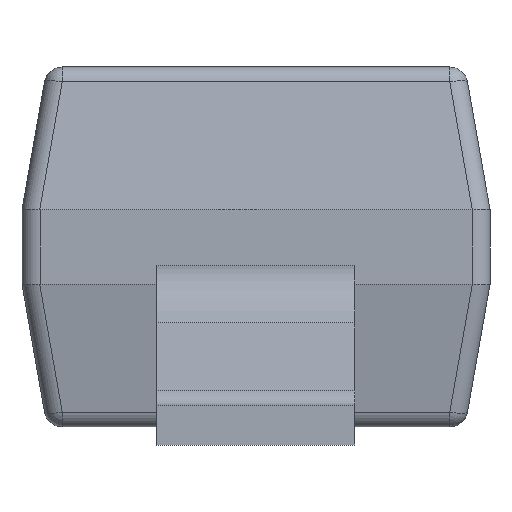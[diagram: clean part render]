
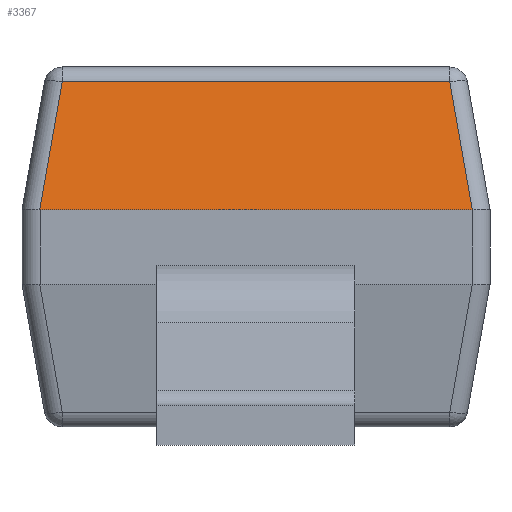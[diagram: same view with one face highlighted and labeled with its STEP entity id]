
A CAD part, front view. The second image highlights one B-rep face of the part: STEP entity #3367.
In plain terms, the highlighted planar face has unit normal (0, -0.985, 0.174).
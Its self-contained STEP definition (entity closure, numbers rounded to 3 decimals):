
#25=ELLIPSE('',#3542,0.288,0.05);
#33=ELLIPSE('',#3577,0.288,0.05);
#262=FACE_OUTER_BOUND('',#443,.T.);
#443=EDGE_LOOP('',(#2757,#2758,#2759,#2760,#2761,#2762));
#789=LINE('',#5226,#1184);
#791=LINE('',#5229,#1186);
#799=LINE('',#5250,#1194);
#820=LINE('',#5298,#1215);
#1184=VECTOR('',#4275,1.076);
#1186=VECTOR('',#4279,0.367);
#1194=VECTOR('',#4307,0.367);
#1215=VECTOR('',#4360,1.2);
#1490=VERTEX_POINT('',#5177);
#1495=VERTEX_POINT('',#5187);
#1496=VERTEX_POINT('',#5191);
#1509=VERTEX_POINT('',#5222);
#1512=VERTEX_POINT('',#5249);
#1515=VERTEX_POINT('',#5259);
#1898=EDGE_CURVE('',#1495,#1490,#25,.T.);
#1916=EDGE_CURVE('',#1496,#1509,#789,.T.);
#1918=EDGE_CURVE('',#1509,#1495,#791,.T.);
#1929=EDGE_CURVE('',#1512,#1496,#799,.T.);
#1935=EDGE_CURVE('',#1515,#1512,#33,.T.);
#1956=EDGE_CURVE('',#1515,#1490,#820,.T.);
#2757=ORIENTED_EDGE('',*,*,#1898,.F.);
#2758=ORIENTED_EDGE('',*,*,#1918,.F.);
#2759=ORIENTED_EDGE('',*,*,#1916,.F.);
#2760=ORIENTED_EDGE('',*,*,#1929,.F.);
#2761=ORIENTED_EDGE('',*,*,#1935,.F.);
#2762=ORIENTED_EDGE('',*,*,#1956,.T.);
#3052=PLANE('',#3589);
#3367=ADVANCED_FACE('',(#262),#3052,.T.);
#3542=AXIS2_PLACEMENT_3D('',#5189,#4231,#4232);
#3577=AXIS2_PLACEMENT_3D('',#5261,#4318,#4319);
#3589=AXIS2_PLACEMENT_3D('',#5297,#4358,#4359);
#4231=DIRECTION('center_axis',(0.,0.985,-0.174));
#4232=DIRECTION('ref_axis',(0.,-0.174,-0.985));
#4275=DIRECTION('',(1.,0.,0.));
#4279=DIRECTION('',(0.171,-0.171,-0.97));
#4307=DIRECTION('',(0.171,0.171,0.97));
#4318=DIRECTION('center_axis',(0.,0.985,-0.174));
#4319=DIRECTION('ref_axis',(0.,-0.174,-0.985));
#4358=DIRECTION('center_axis',(0.,-0.985,0.174));
#4359=DIRECTION('ref_axis',(0.,-0.174,-0.985));
#4360=DIRECTION('',(1.,0.,0.));
#5177=CARTESIAN_POINT('',(0.6,-0.85,0.653));
#5187=CARTESIAN_POINT('',(0.601,-0.85,0.653));
#5189=CARTESIAN_POINT('Origin',(0.6,-0.8,0.937));
#5191=CARTESIAN_POINT('',(-0.538,-0.787,1.009));
#5222=CARTESIAN_POINT('',(0.538,-0.787,1.009));
#5226=CARTESIAN_POINT('',(0.,-0.787,1.009));
#5229=CARTESIAN_POINT('',(0.54,-0.789,0.997));
#5249=CARTESIAN_POINT('',(-0.601,-0.85,0.653));
#5250=CARTESIAN_POINT('',(-0.54,-0.789,0.997));
#5259=CARTESIAN_POINT('',(-0.6,-0.85,0.653));
#5261=CARTESIAN_POINT('Origin',(-0.6,-0.8,0.937));
#5297=CARTESIAN_POINT('Origin',(0.,-0.815,0.852));
#5298=CARTESIAN_POINT('',(0.,-0.85,0.653));
